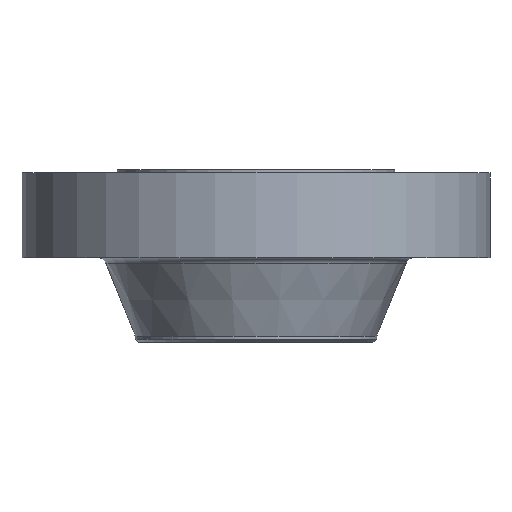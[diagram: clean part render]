
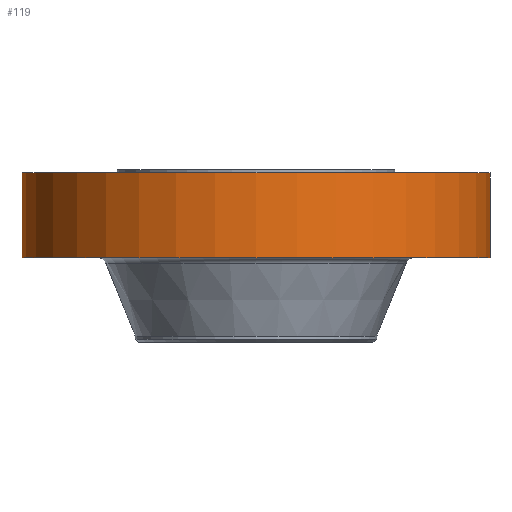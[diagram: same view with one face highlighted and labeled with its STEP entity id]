
A CAD part, front view. The second image highlights one B-rep face of the part: STEP entity #119.
In plain terms, the highlighted cylindrical face has radius 492.125 mm (diameter 984.25 mm), a partial arc.
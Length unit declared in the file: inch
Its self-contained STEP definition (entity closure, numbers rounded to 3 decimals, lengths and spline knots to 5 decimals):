
#23 = AXIS2_PLACEMENT_3D ( 'NONE', #1694, #203, #622 ) ;
#100 = DIRECTION ( 'NONE',  ( 0., 0., 1. ) ) ;
#102 = DIRECTION ( 'NONE',  ( 1., 0., 0. ) ) ;
#119 = ADVANCED_FACE ( 'NONE', ( #1087 ), #1196, .T. ) ;
#148 = ORIENTED_EDGE ( 'NONE', *, *, #1227, .T. ) ;
#203 = DIRECTION ( 'NONE',  ( 0., 0., 1. ) ) ;
#212 = CARTESIAN_POINT ( 'NONE',  ( 0., 0., -7.25 ) ) ;
#251 = ORIENTED_EDGE ( 'NONE', *, *, #409, .T. ) ;
#284 = ORIENTED_EDGE ( 'NONE', *, *, #837, .F. ) ;
#303 = LINE ( 'NONE', #1134, #1033 ) ;
#405 = ORIENTED_EDGE ( 'NONE', *, *, #964, .F. ) ;
#409 = EDGE_CURVE ( 'NONE', #1573, #589, #1271, .T. ) ;
#531 = CARTESIAN_POINT ( 'NONE',  ( 19.375, 0., 0. ) ) ;
#555 = AXIS2_PLACEMENT_3D ( 'NONE', #1615, #1483, #102 ) ;
#589 = VERTEX_POINT ( 'NONE', #1539 ) ;
#592 = VECTOR ( 'NONE', #100, 39.37008 ) ;
#622 = DIRECTION ( 'NONE',  ( 1., 0., 0. ) ) ;
#837 = EDGE_CURVE ( 'NONE', #1573, #1230, #303, .T. ) ;
#866 = CIRCLE ( 'NONE', #23, 19.375 ) ;
#964 = EDGE_CURVE ( 'NONE', #1230, #1485, #866, .T. ) ;
#997 = AXIS2_PLACEMENT_3D ( 'NONE', #212, #1555, #1299 ) ;
#1033 = VECTOR ( 'NONE', #1545, 39.37008 ) ;
#1071 = CARTESIAN_POINT ( 'NONE',  ( -19.375, 0., -0.25 ) ) ;
#1087 = FACE_OUTER_BOUND ( 'NONE', #1538, .T. ) ;
#1134 = CARTESIAN_POINT ( 'NONE',  ( -19.375, 0., 0. ) ) ;
#1196 = CYLINDRICAL_SURFACE ( 'NONE', #555, 19.375 ) ;
#1227 = EDGE_CURVE ( 'NONE', #589, #1485, #1738, .T. ) ;
#1230 = VERTEX_POINT ( 'NONE', #1071 ) ;
#1271 = CIRCLE ( 'NONE', #997, 19.375 ) ;
#1299 = DIRECTION ( 'NONE',  ( 1., 0., 0. ) ) ;
#1346 = CARTESIAN_POINT ( 'NONE',  ( 19.375, 0., -0.25 ) ) ;
#1397 = CARTESIAN_POINT ( 'NONE',  ( -19.375, 0., -7.25 ) ) ;
#1483 = DIRECTION ( 'NONE',  ( 0., 0., 1. ) ) ;
#1485 = VERTEX_POINT ( 'NONE', #1346 ) ;
#1538 = EDGE_LOOP ( 'NONE', ( #284, #251, #148, #405 ) ) ;
#1539 = CARTESIAN_POINT ( 'NONE',  ( 19.375, 0., -7.25 ) ) ;
#1545 = DIRECTION ( 'NONE',  ( 0., 0., 1. ) ) ;
#1555 = DIRECTION ( 'NONE',  ( 0., 0., 1. ) ) ;
#1573 = VERTEX_POINT ( 'NONE', #1397 ) ;
#1615 = CARTESIAN_POINT ( 'NONE',  ( 0., 0., 0. ) ) ;
#1694 = CARTESIAN_POINT ( 'NONE',  ( 0., 0., -0.25 ) ) ;
#1738 = LINE ( 'NONE', #531, #592 ) ;
